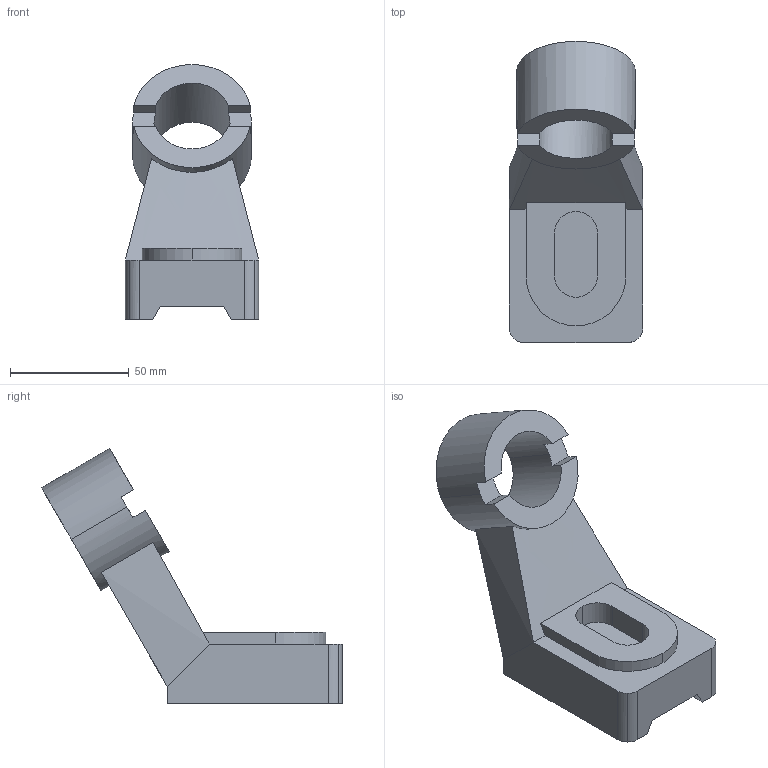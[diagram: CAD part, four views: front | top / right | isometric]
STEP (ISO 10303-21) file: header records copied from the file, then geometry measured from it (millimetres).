
FILE_DESCRIPTION(('Open CASCADE Model'),'2;1');
FILE_NAME('Open CASCADE Shape Model','2021-01-08T16:34:14',('Author'),( 'Open CASCADE'),'Open CASCADE STEP processor 7.5','Open CASCADE 7.5' ,'Unknown');
FILE_SCHEMA(('AUTOMOTIVE_DESIGN { 1 0 10303 214 1 1 1 1 }'));
Length unit declared in the file: millimetre
Products named in the file (1): Open CASCADE STEP translator 7.5 1
Bounding box: 56 x 126.41 x 107.16 mm (x, y, z)
Volume: 176219.7 mm3; surface area: 30692.4 mm2
Topology: 1 solids, 1 shells, 43 faces, 117 edges, 77 vertices
Faces by surface type: plane 26, cylinder 14, bspline 3
Entity records: 3503 total; most frequent: CARTESIAN_POINT 1247, DIRECTION 391, ORIENTED_EDGE 234, PCURVE 234, DEFINITIONAL_REPRESENTATION 234, LINE 233, VECTOR 233, EDGE_CURVE 117
